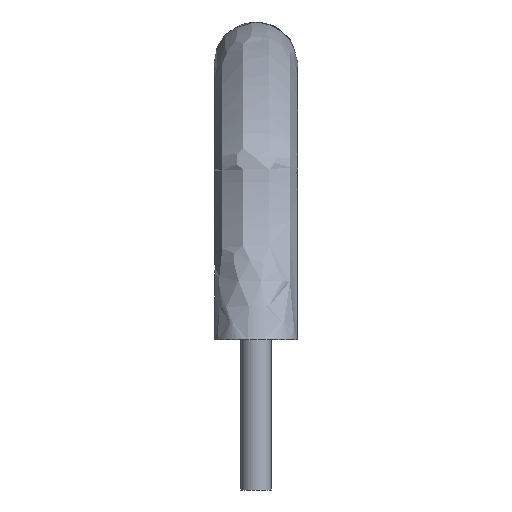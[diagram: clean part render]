
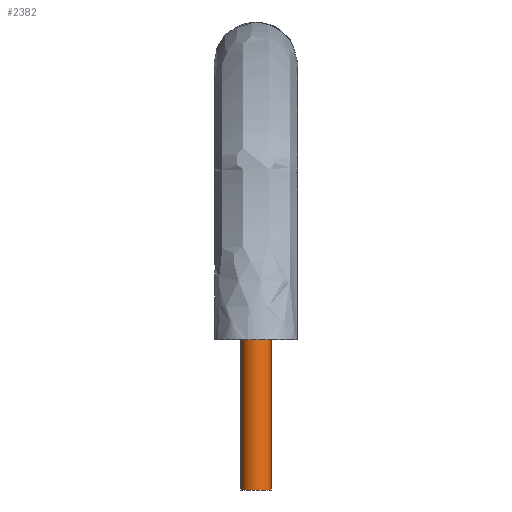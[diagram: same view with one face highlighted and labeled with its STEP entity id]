
A CAD part, front view. The second image highlights one B-rep face of the part: STEP entity #2382.
In plain terms, the highlighted cylindrical face has radius 0.45 mm (diameter 0.9 mm), a full revolution.
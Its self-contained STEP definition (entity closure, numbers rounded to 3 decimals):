
#2360 = EDGE_CURVE('',#2361,#2361,#2363,.T.);
#2361 = VERTEX_POINT('',#2362);
#2362 = CARTESIAN_POINT('',(0.45,0.,0.));
#2363 = CIRCLE('',#2364,0.45);
#2364 = AXIS2_PLACEMENT_3D('',#2365,#2366,#2367);
#2365 = CARTESIAN_POINT('',(0.,0.,0.));
#2366 = DIRECTION('',(0.,0.,-1.));
#2367 = DIRECTION('',(1.,0.,0.));
#2382 = ADVANCED_FACE('',(#2383),#2402,.T.);
#2383 = FACE_BOUND('',#2384,.F.);
#2384 = EDGE_LOOP('',(#2385,#2386,#2394,#2401));
#2385 = ORIENTED_EDGE('',*,*,#2360,.F.);
#2386 = ORIENTED_EDGE('',*,*,#2387,.T.);
#2387 = EDGE_CURVE('',#2361,#2388,#2390,.T.);
#2388 = VERTEX_POINT('',#2389);
#2389 = CARTESIAN_POINT('',(0.45,0.,-4.5));
#2390 = LINE('',#2391,#2392);
#2391 = CARTESIAN_POINT('',(0.45,0.,0.));
#2392 = VECTOR('',#2393,1.);
#2393 = DIRECTION('',(0.,0.,-1.));
#2394 = ORIENTED_EDGE('',*,*,#2395,.T.);
#2395 = EDGE_CURVE('',#2388,#2388,#2396,.T.);
#2396 = CIRCLE('',#2397,0.45);
#2397 = AXIS2_PLACEMENT_3D('',#2398,#2399,#2400);
#2398 = CARTESIAN_POINT('',(0.,0.,-4.5));
#2399 = DIRECTION('',(0.,0.,-1.));
#2400 = DIRECTION('',(1.,0.,0.));
#2401 = ORIENTED_EDGE('',*,*,#2387,.F.);
#2402 = CYLINDRICAL_SURFACE('',#2403,0.45);
#2403 = AXIS2_PLACEMENT_3D('',#2404,#2405,#2406);
#2404 = CARTESIAN_POINT('',(0.,0.,0.));
#2405 = DIRECTION('',(0.,0.,1.));
#2406 = DIRECTION('',(1.,0.,0.));
